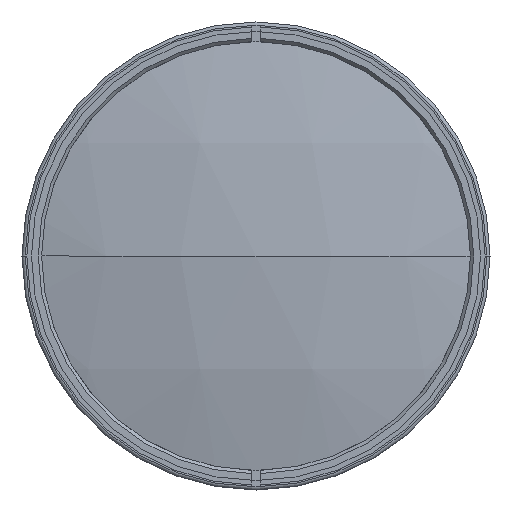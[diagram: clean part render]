
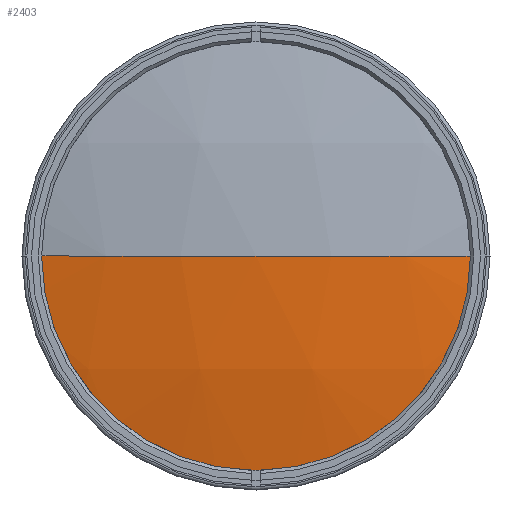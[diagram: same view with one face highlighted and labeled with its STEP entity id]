
A CAD part, left-side view. The second image highlights one B-rep face of the part: STEP entity #2403.
In plain terms, the highlighted spherical face has radius 300.64 mm.
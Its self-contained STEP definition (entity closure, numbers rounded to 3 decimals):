
#104 = CARTESIAN_POINT ( 'NONE',  ( -278., 0., 0. ) ) ;
#155 = CARTESIAN_POINT ( 'NONE',  ( -270.092, 0., 0. ) ) ;
#250 = AXIS2_PLACEMENT_3D ( 'NONE', #2577, #1848, #1614 ) ;
#271 = AXIS2_PLACEMENT_3D ( 'NONE', #1196, #2876, #3150 ) ;
#361 = VERTEX_POINT ( 'NONE', #104 ) ;
#364 = CIRCLE ( 'NONE', #2208, 300.64 ) ;
#389 = CARTESIAN_POINT ( 'NONE',  ( -270.092, -68.5, 0. ) ) ;
#428 = CARTESIAN_POINT ( 'NONE',  ( 22.64, 0., 0. ) ) ;
#626 = CIRCLE ( 'NONE', #2617, 68.5 ) ;
#845 = EDGE_CURVE ( 'NONE', #937, #361, #2463, .T. ) ;
#868 = ORIENTED_EDGE ( 'NONE', *, *, #845, .T. ) ;
#937 = VERTEX_POINT ( 'NONE', #389 ) ;
#1011 = CARTESIAN_POINT ( 'NONE',  ( -270.092, 68.5, 0. ) ) ;
#1103 = EDGE_CURVE ( 'NONE', #2223, #361, #364, .T. ) ;
#1176 = EDGE_CURVE ( 'NONE', #2223, #937, #626, .T. ) ;
#1196 = CARTESIAN_POINT ( 'NONE',  ( 22.64, 0., 0. ) ) ;
#1536 = ORIENTED_EDGE ( 'NONE', *, *, #1176, .T. ) ;
#1614 = DIRECTION ( 'NONE',  ( 0., 1., 0. ) ) ;
#1640 = EDGE_LOOP ( 'NONE', ( #1536, #868, #1649 ) ) ;
#1649 = ORIENTED_EDGE ( 'NONE', *, *, #1103, .F. ) ;
#1848 = DIRECTION ( 'NONE',  ( 0., 0., -1. ) ) ;
#2208 = AXIS2_PLACEMENT_3D ( 'NONE', #428, #2393, #2954 ) ;
#2223 = VERTEX_POINT ( 'NONE', #1011 ) ;
#2393 = DIRECTION ( 'NONE',  ( 0., 0., 1. ) ) ;
#2403 = ADVANCED_FACE ( 'NONE', ( #2668 ), #2409, .T. ) ;
#2409 = SPHERICAL_SURFACE ( 'NONE', #271, 300.64 ) ;
#2463 = CIRCLE ( 'NONE', #250, 300.64 ) ;
#2577 = CARTESIAN_POINT ( 'NONE',  ( 22.64, 0., 0. ) ) ;
#2617 = AXIS2_PLACEMENT_3D ( 'NONE', #155, #2881, #2911 ) ;
#2668 = FACE_OUTER_BOUND ( 'NONE', #1640, .T. ) ;
#2876 = DIRECTION ( 'NONE',  ( 0., 0., -1. ) ) ;
#2881 = DIRECTION ( 'NONE',  ( -1., 0., 0. ) ) ;
#2911 = DIRECTION ( 'NONE',  ( 0., 0., 1. ) ) ;
#2954 = DIRECTION ( 'NONE',  ( 0., -1., 0. ) ) ;
#3150 = DIRECTION ( 'NONE',  ( 0., 1., 0. ) ) ;
